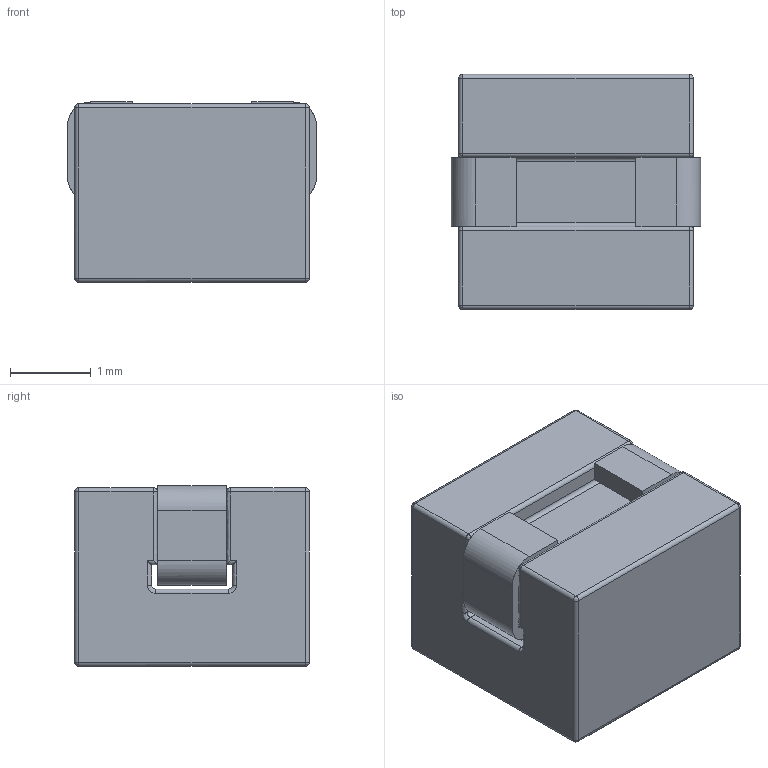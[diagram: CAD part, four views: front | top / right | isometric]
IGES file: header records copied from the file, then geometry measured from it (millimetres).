
Start section: C
Global section: file name: 7427933.igs; native system: By Siemens PLM Incorporated; preprocessor: XPlus GENERIC/IGES 20.0.26; author: Author; organization: Title; date: 20180910.095600; units: millimetre
Bounding box: 3.08 x 2.9 x 2.23 mm (x, y, z)
Surface area: 62.3 mm2 (no closed solid volume)
Topology: 0 solids, 0 shells, 104 faces, 520 edges, 508 vertices
Faces by surface type: bspline 104
